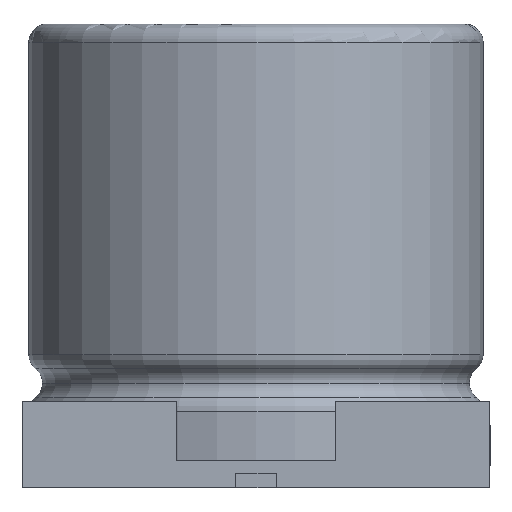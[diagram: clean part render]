
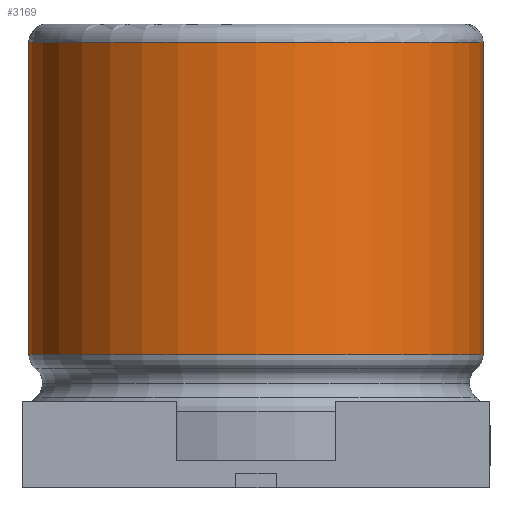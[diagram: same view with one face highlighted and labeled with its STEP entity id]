
A CAD part, front view. The second image highlights one B-rep face of the part: STEP entity #3169.
In plain terms, the highlighted cylindrical face has radius 5 mm (diameter 10 mm), a partial arc.
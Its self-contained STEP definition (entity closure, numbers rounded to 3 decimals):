
#397 = ORIENTED_EDGE ( 'NONE', *, *, #10128, .T. ) ;
#485 = ORIENTED_EDGE ( 'NONE', *, *, #10631, .F. ) ;
#685 = LINE ( 'NONE', #5825, #8645 ) ;
#1536 = CIRCLE ( 'NONE', #3911, 5. ) ;
#2334 = CARTESIAN_POINT ( 'NONE',  ( 0., 0., 2.925 ) ) ;
#2410 = CARTESIAN_POINT ( 'NONE',  ( 5., 0., 2.925 ) ) ;
#2532 = CARTESIAN_POINT ( 'NONE',  ( -5., 0., 2.925 ) ) ;
#2846 = VERTEX_POINT ( 'NONE', #2410 ) ;
#3169 = ADVANCED_FACE ( 'NONE', ( #10543 ), #5208, .T. ) ;
#3561 = DIRECTION ( 'NONE',  ( 0., 0., -1. ) ) ;
#3911 = AXIS2_PLACEMENT_3D ( 'NONE', #2334, #12677, #10580 ) ;
#4067 = VECTOR ( 'NONE', #8734, 1000. ) ;
#4804 = DIRECTION ( 'NONE',  ( 0., 0., -1. ) ) ;
#5083 = VERTEX_POINT ( 'NONE', #8373 ) ;
#5208 = CYLINDRICAL_SURFACE ( 'NONE', #8716, 5. ) ;
#5825 = CARTESIAN_POINT ( 'NONE',  ( -5., 0., 10.2 ) ) ;
#6418 = EDGE_CURVE ( 'NONE', #9718, #2846, #1536, .T. ) ;
#7116 = CIRCLE ( 'NONE', #8839, 5. ) ;
#7399 = ORIENTED_EDGE ( 'NONE', *, *, #6418, .T. ) ;
#8040 = EDGE_LOOP ( 'NONE', ( #485, #397, #9742, #7399 ) ) ;
#8373 = CARTESIAN_POINT ( 'NONE',  ( -5., 0., 9.8 ) ) ;
#8645 = VECTOR ( 'NONE', #4804, 1000. ) ;
#8716 = AXIS2_PLACEMENT_3D ( 'NONE', #12444, #10620, #10475 ) ;
#8734 = DIRECTION ( 'NONE',  ( 0., 0., -1. ) ) ;
#8839 = AXIS2_PLACEMENT_3D ( 'NONE', #10614, #3561, #11768 ) ;
#9718 = VERTEX_POINT ( 'NONE', #2532 ) ;
#9742 = ORIENTED_EDGE ( 'NONE', *, *, #12453, .T. ) ;
#9819 = LINE ( 'NONE', #12993, #4067 ) ;
#10128 = EDGE_CURVE ( 'NONE', #13087, #5083, #7116, .T. ) ;
#10475 = DIRECTION ( 'NONE',  ( -1., 0., 0. ) ) ;
#10543 = FACE_OUTER_BOUND ( 'NONE', #8040, .T. ) ;
#10580 = DIRECTION ( 'NONE',  ( -1., 0., 0. ) ) ;
#10614 = CARTESIAN_POINT ( 'NONE',  ( 0., 0., 9.8 ) ) ;
#10620 = DIRECTION ( 'NONE',  ( 0., 0., -1. ) ) ;
#10631 = EDGE_CURVE ( 'NONE', #13087, #2846, #9819, .T. ) ;
#10778 = CARTESIAN_POINT ( 'NONE',  ( 5., 0., 9.8 ) ) ;
#11768 = DIRECTION ( 'NONE',  ( 1., 0., 0. ) ) ;
#12444 = CARTESIAN_POINT ( 'NONE',  ( 0., 0., 10.2 ) ) ;
#12453 = EDGE_CURVE ( 'NONE', #5083, #9718, #685, .T. ) ;
#12677 = DIRECTION ( 'NONE',  ( 0., 0., 1. ) ) ;
#12993 = CARTESIAN_POINT ( 'NONE',  ( 5., 0., 10.2 ) ) ;
#13087 = VERTEX_POINT ( 'NONE', #10778 ) ;
